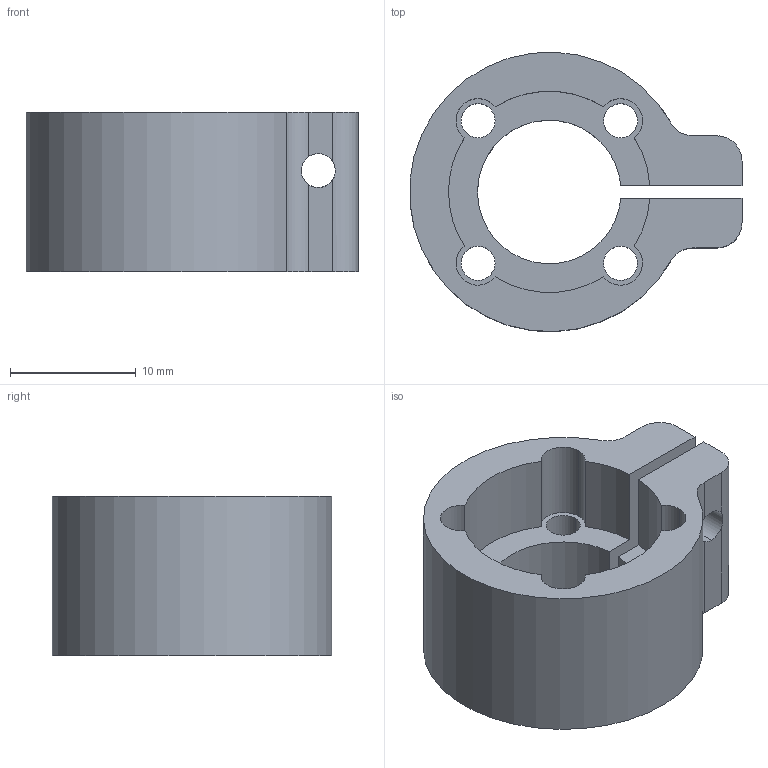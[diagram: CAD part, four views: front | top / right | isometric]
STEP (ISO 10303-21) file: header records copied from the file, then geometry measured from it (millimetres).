
FILE_DESCRIPTION (( 'STEP AP214' ), '1' );
FILE_NAME ('Tube Clamp.step', '2017-10-17T01:27:24', ( '' ), ( '' ), 'SwSTEP 2.0', 'SolidWorks 2017', '' );
FILE_SCHEMA (( 'AUTOMOTIVE_DESIGN' ));
Length unit declared in the file: millimetre
Products named in the file (1): Tube Clamp
Bounding box: 26.36 x 22.18 x 12.7 mm (x, y, z)
Volume: 3034.4 mm3; surface area: 2630.3 mm2
Topology: 1 solids, 1 shells, 43 faces, 129 edges, 86 vertices
Faces by surface type: cylinder 33, plane 10
Entity records: 1721 total; most frequent: CARTESIAN_POINT 335, DIRECTION 277, ORIENTED_EDGE 258, EDGE_CURVE 129, AXIS2_PLACEMENT_3D 110, VERTEX_POINT 86, CIRCLE 66, VECTOR 57
